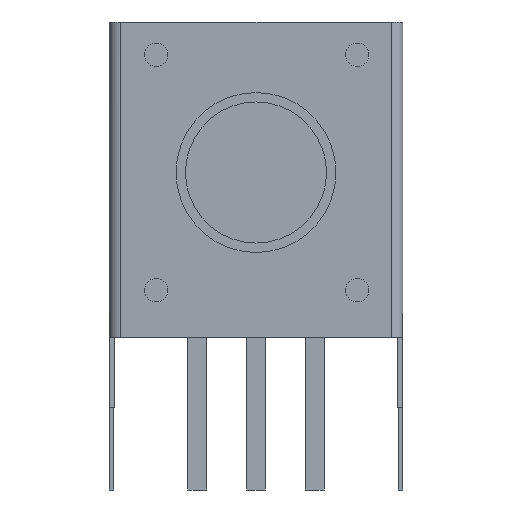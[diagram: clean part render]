
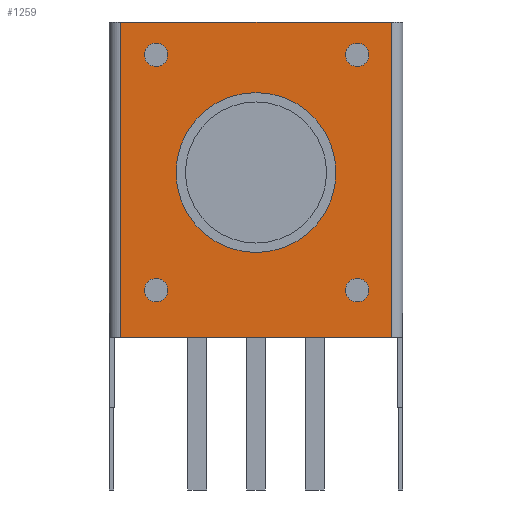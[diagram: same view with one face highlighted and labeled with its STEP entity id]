
A CAD part, left-side view. The second image highlights one B-rep face of the part: STEP entity #1259.
In plain terms, the highlighted planar face has unit normal (-1, 0, 0).
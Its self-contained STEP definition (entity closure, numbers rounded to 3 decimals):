
#490 = VERTEX_POINT('',#491);
#491 = CARTESIAN_POINT('',(-2.55,3.25,3.));
#498 = EDGE_CURVE('',#490,#499,#501,.T.);
#499 = VERTEX_POINT('',#500);
#500 = CARTESIAN_POINT('',(-2.55,-8.25,3.));
#501 = LINE('',#502,#503);
#502 = CARTESIAN_POINT('',(-2.55,3.75,3.));
#503 = VECTOR('',#504,1.);
#504 = DIRECTION('',(0.,-1.,0.));
#1221 = EDGE_CURVE('',#499,#1222,#1224,.T.);
#1222 = VERTEX_POINT('',#1223);
#1223 = CARTESIAN_POINT('',(-2.55,-8.25,16.4));
#1224 = LINE('',#1225,#1226);
#1225 = CARTESIAN_POINT('',(-2.55,-8.25,3.));
#1226 = VECTOR('',#1227,1.);
#1227 = DIRECTION('',(0.,0.,1.));
#1259 = ADVANCED_FACE('',(#1260,#1278,#1289,#1300,#1311,#1322),#1333,.T.
  );
#1260 = FACE_BOUND('',#1261,.T.);
#1261 = EDGE_LOOP('',(#1262,#1270,#1276,#1277));
#1262 = ORIENTED_EDGE('',*,*,#1263,.F.);
#1263 = EDGE_CURVE('',#1264,#1222,#1266,.T.);
#1264 = VERTEX_POINT('',#1265);
#1265 = CARTESIAN_POINT('',(-2.55,3.25,16.4));
#1266 = LINE('',#1267,#1268);
#1267 = CARTESIAN_POINT('',(-2.55,3.75,16.4));
#1268 = VECTOR('',#1269,1.);
#1269 = DIRECTION('',(0.,-1.,0.));
#1270 = ORIENTED_EDGE('',*,*,#1271,.F.);
#1271 = EDGE_CURVE('',#490,#1264,#1272,.T.);
#1272 = LINE('',#1273,#1274);
#1273 = CARTESIAN_POINT('',(-2.55,3.25,3.));
#1274 = VECTOR('',#1275,1.);
#1275 = DIRECTION('',(0.,0.,1.));
#1276 = ORIENTED_EDGE('',*,*,#498,.T.);
#1277 = ORIENTED_EDGE('',*,*,#1221,.T.);
#1278 = FACE_BOUND('',#1279,.T.);
#1279 = EDGE_LOOP('',(#1280));
#1280 = ORIENTED_EDGE('',*,*,#1281,.F.);
#1281 = EDGE_CURVE('',#1282,#1282,#1284,.T.);
#1282 = VERTEX_POINT('',#1283);
#1283 = CARTESIAN_POINT('',(-2.55,-6.8,4.5));
#1284 = CIRCLE('',#1285,0.5);
#1285 = AXIS2_PLACEMENT_3D('',#1286,#1287,#1288);
#1286 = CARTESIAN_POINT('',(-2.55,-6.8,5.));
#1287 = DIRECTION('',(-1.,0.,0.));
#1288 = DIRECTION('',(0.,0.,-1.));
#1289 = FACE_BOUND('',#1290,.T.);
#1290 = EDGE_LOOP('',(#1291));
#1291 = ORIENTED_EDGE('',*,*,#1292,.F.);
#1292 = EDGE_CURVE('',#1293,#1293,#1295,.T.);
#1293 = VERTEX_POINT('',#1294);
#1294 = CARTESIAN_POINT('',(-2.55,-6.8,14.5));
#1295 = CIRCLE('',#1296,0.5);
#1296 = AXIS2_PLACEMENT_3D('',#1297,#1298,#1299);
#1297 = CARTESIAN_POINT('',(-2.55,-6.8,15.));
#1298 = DIRECTION('',(-1.,0.,0.));
#1299 = DIRECTION('',(0.,0.,-1.));
#1300 = FACE_BOUND('',#1301,.T.);
#1301 = EDGE_LOOP('',(#1302));
#1302 = ORIENTED_EDGE('',*,*,#1303,.F.);
#1303 = EDGE_CURVE('',#1304,#1304,#1306,.T.);
#1304 = VERTEX_POINT('',#1305);
#1305 = CARTESIAN_POINT('',(-2.55,1.75,4.5));
#1306 = CIRCLE('',#1307,0.5);
#1307 = AXIS2_PLACEMENT_3D('',#1308,#1309,#1310);
#1308 = CARTESIAN_POINT('',(-2.55,1.75,5.));
#1309 = DIRECTION('',(-1.,0.,0.));
#1310 = DIRECTION('',(0.,0.,-1.));
#1311 = FACE_BOUND('',#1312,.T.);
#1312 = EDGE_LOOP('',(#1313));
#1313 = ORIENTED_EDGE('',*,*,#1314,.F.);
#1314 = EDGE_CURVE('',#1315,#1315,#1317,.T.);
#1315 = VERTEX_POINT('',#1316);
#1316 = CARTESIAN_POINT('',(-2.55,-2.5,6.6));
#1317 = CIRCLE('',#1318,3.4);
#1318 = AXIS2_PLACEMENT_3D('',#1319,#1320,#1321);
#1319 = CARTESIAN_POINT('',(-2.55,-2.5,10.));
#1320 = DIRECTION('',(-1.,-0.,-0.));
#1321 = DIRECTION('',(0.,0.,-1.));
#1322 = FACE_BOUND('',#1323,.T.);
#1323 = EDGE_LOOP('',(#1324));
#1324 = ORIENTED_EDGE('',*,*,#1325,.F.);
#1325 = EDGE_CURVE('',#1326,#1326,#1328,.T.);
#1326 = VERTEX_POINT('',#1327);
#1327 = CARTESIAN_POINT('',(-2.55,1.75,14.5));
#1328 = CIRCLE('',#1329,0.5);
#1329 = AXIS2_PLACEMENT_3D('',#1330,#1331,#1332);
#1330 = CARTESIAN_POINT('',(-2.55,1.75,15.));
#1331 = DIRECTION('',(-1.,0.,0.));
#1332 = DIRECTION('',(0.,0.,-1.));
#1333 = PLANE('',#1334);
#1334 = AXIS2_PLACEMENT_3D('',#1335,#1336,#1337);
#1335 = CARTESIAN_POINT('',(-2.55,3.75,3.));
#1336 = DIRECTION('',(-1.,0.,0.));
#1337 = DIRECTION('',(0.,0.,1.));
